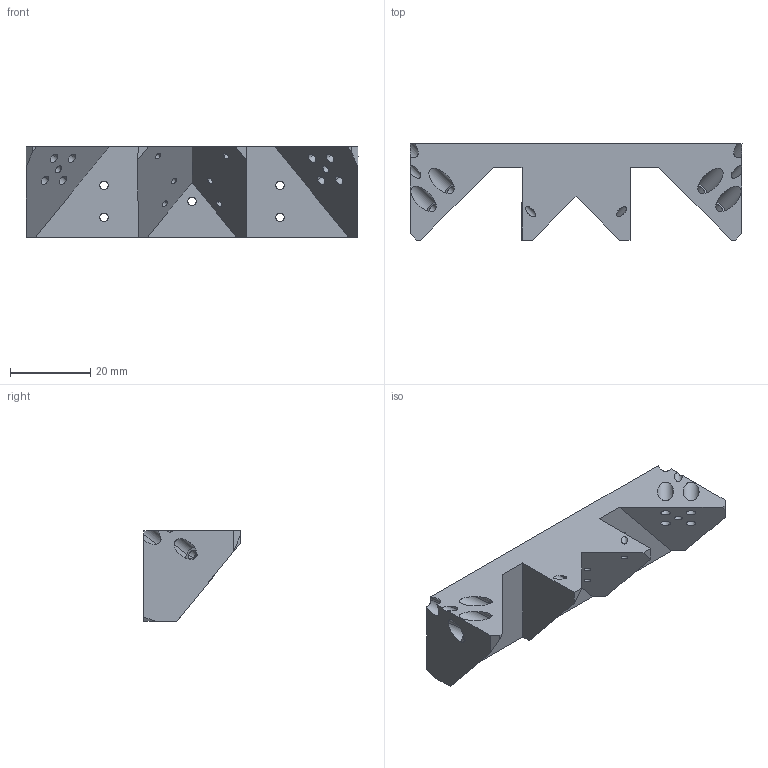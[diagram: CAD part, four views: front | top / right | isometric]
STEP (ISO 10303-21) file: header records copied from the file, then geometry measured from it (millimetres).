
FILE_DESCRIPTION (( 'STEP AP214' ), '1' );
FILE_NAME ('MountingBeam.STEP', '2022-01-19T19:08:52', ( '' ), ( '' ), 'SwSTEP 2.0', 'SolidWorks 2020', '' );
FILE_SCHEMA (( 'AUTOMOTIVE_DESIGN' ));
Length unit declared in the file: millimetre
Products named in the file (1): MountingBeam
Bounding box: 83 x 24.06 x 22.7 mm (x, y, z)
Volume: 17389.2 mm3; surface area: 8546.9 mm2
Topology: 1 solids, 1 shells, 114 faces, 302 edges, 188 vertices
Faces by surface type: cylinder 62, plane 30, cone 22
Entity records: 3844 total; most frequent: CARTESIAN_POINT 695, DIRECTION 596, ORIENTED_EDGE 580, EDGE_CURVE 290, AXIS2_PLACEMENT_3D 225, VERTEX_POINT 188, EDGE_LOOP 158, LINE 146
